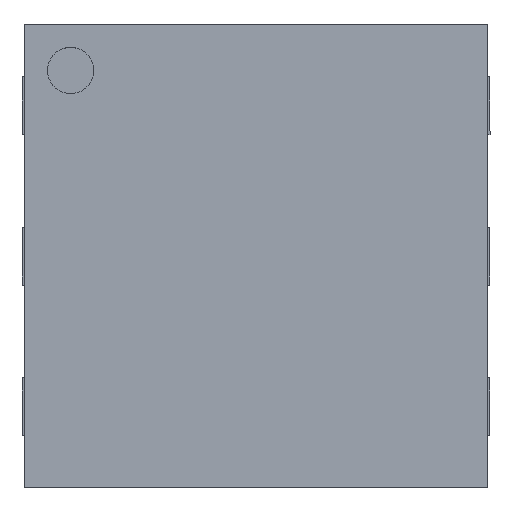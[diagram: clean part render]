
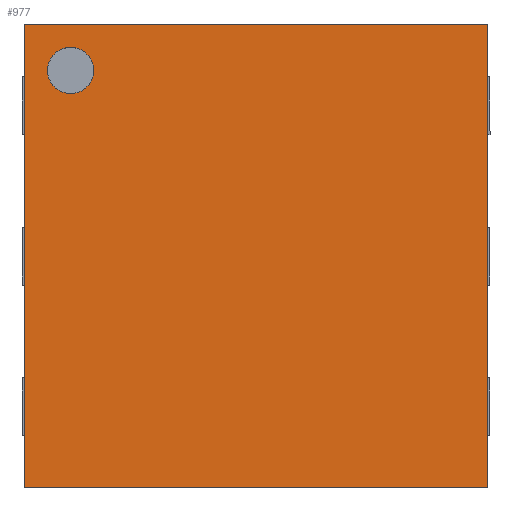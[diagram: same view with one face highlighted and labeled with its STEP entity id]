
A CAD part, top view. The second image highlights one B-rep face of the part: STEP entity #977.
In plain terms, the highlighted planar face has unit normal (0, 0, 1).
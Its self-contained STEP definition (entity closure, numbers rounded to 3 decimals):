
#21 = DIRECTION ( 'NONE',  ( -1., 0., 0. ) ) ;
#36 = CARTESIAN_POINT ( 'NONE',  ( -0.8, 0.8, 1. ) ) ;
#65 = ORIENTED_EDGE ( 'NONE', *, *, #2172, .T. ) ;
#118 = AXIS2_PLACEMENT_3D ( 'NONE', #1979, #2028, #1098 ) ;
#151 = ORIENTED_EDGE ( 'NONE', *, *, #1821, .T. ) ;
#182 = EDGE_CURVE ( 'NONE', #245, #583, #2168, .T. ) ;
#245 = VERTEX_POINT ( 'NONE', #2046 ) ;
#268 = VECTOR ( 'NONE', #21, 1000. ) ;
#368 = DIRECTION ( 'NONE',  ( 1., 0., 0. ) ) ;
#434 = CARTESIAN_POINT ( 'NONE',  ( -1., 1., 1. ) ) ;
#520 = VERTEX_POINT ( 'NONE', #1426 ) ;
#523 = VECTOR ( 'NONE', #634, 1000. ) ;
#545 = EDGE_LOOP ( 'NONE', ( #2002, #1181, #2055, #65 ) ) ;
#560 = EDGE_CURVE ( 'NONE', #2014, #520, #2241, .T. ) ;
#578 = AXIS2_PLACEMENT_3D ( 'NONE', #36, #1317, #961 ) ;
#583 = VERTEX_POINT ( 'NONE', #1288 ) ;
#634 = DIRECTION ( 'NONE',  ( 0., -1., 0. ) ) ;
#715 = LINE ( 'NONE', #1789, #1880 ) ;
#756 = VERTEX_POINT ( 'NONE', #1579 ) ;
#961 = DIRECTION ( 'NONE',  ( 1., 0., 0. ) ) ;
#966 = LINE ( 'NONE', #1368, #523 ) ;
#977 = ADVANCED_FACE ( 'NONE', ( #2105, #1762 ), #1210, .T. ) ;
#1082 = DIRECTION ( 'NONE',  ( 0., 0., -1. ) ) ;
#1098 = DIRECTION ( 'NONE',  ( 1., 0., 0. ) ) ;
#1127 = DIRECTION ( 'NONE',  ( 0., 1., 0. ) ) ;
#1181 = ORIENTED_EDGE ( 'NONE', *, *, #1659, .T. ) ;
#1210 = PLANE ( 'NONE',  #118 ) ;
#1288 = CARTESIAN_POINT ( 'NONE',  ( -0.9, 0.8, 1. ) ) ;
#1317 = DIRECTION ( 'NONE',  ( 0., 0., -1. ) ) ;
#1330 = VECTOR ( 'NONE', #1127, 1000. ) ;
#1333 = CARTESIAN_POINT ( 'NONE',  ( 1., 0., 1. ) ) ;
#1368 = CARTESIAN_POINT ( 'NONE',  ( -1., 0., 1. ) ) ;
#1389 = CARTESIAN_POINT ( 'NONE',  ( 1., -1., 1. ) ) ;
#1419 = DIRECTION ( 'NONE',  ( 1., 0., 0. ) ) ;
#1426 = CARTESIAN_POINT ( 'NONE',  ( 1., 1., 1. ) ) ;
#1431 = LINE ( 'NONE', #1642, #268 ) ;
#1446 = CIRCLE ( 'NONE', #578, 0.1 ) ;
#1520 = AXIS2_PLACEMENT_3D ( 'NONE', #1835, #1082, #1419 ) ;
#1535 = EDGE_LOOP ( 'NONE', ( #1543, #151 ) ) ;
#1543 = ORIENTED_EDGE ( 'NONE', *, *, #182, .T. ) ;
#1579 = CARTESIAN_POINT ( 'NONE',  ( -1., -1., 1. ) ) ;
#1642 = CARTESIAN_POINT ( 'NONE',  ( 0., 1., 1. ) ) ;
#1659 = EDGE_CURVE ( 'NONE', #756, #2014, #715, .T. ) ;
#1762 = FACE_BOUND ( 'NONE', #1535, .T. ) ;
#1789 = CARTESIAN_POINT ( 'NONE',  ( 0., -1., 1. ) ) ;
#1821 = EDGE_CURVE ( 'NONE', #583, #245, #1446, .T. ) ;
#1835 = CARTESIAN_POINT ( 'NONE',  ( -0.8, 0.8, 1. ) ) ;
#1880 = VECTOR ( 'NONE', #368, 1000. ) ;
#1959 = VERTEX_POINT ( 'NONE', #434 ) ;
#1979 = CARTESIAN_POINT ( 'NONE',  ( 0., 0., 1. ) ) ;
#2002 = ORIENTED_EDGE ( 'NONE', *, *, #2010, .T. ) ;
#2010 = EDGE_CURVE ( 'NONE', #1959, #756, #966, .T. ) ;
#2014 = VERTEX_POINT ( 'NONE', #1389 ) ;
#2028 = DIRECTION ( 'NONE',  ( 0., 0., 1. ) ) ;
#2046 = CARTESIAN_POINT ( 'NONE',  ( -0.7, 0.8, 1. ) ) ;
#2055 = ORIENTED_EDGE ( 'NONE', *, *, #560, .T. ) ;
#2105 = FACE_OUTER_BOUND ( 'NONE', #545, .T. ) ;
#2168 = CIRCLE ( 'NONE', #1520, 0.1 ) ;
#2172 = EDGE_CURVE ( 'NONE', #520, #1959, #1431, .T. ) ;
#2241 = LINE ( 'NONE', #1333, #1330 ) ;
